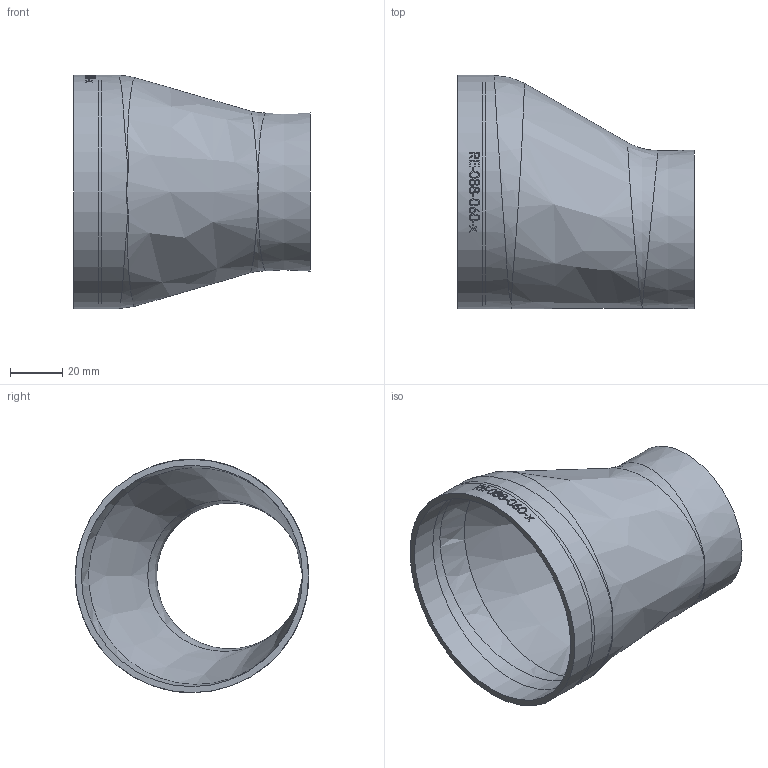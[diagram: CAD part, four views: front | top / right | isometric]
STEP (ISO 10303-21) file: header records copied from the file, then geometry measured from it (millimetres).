
FILE_DESCRIPTION (( 'STEP AP214' ), '1' );
FILE_NAME ('RE-088-060-x Reduzierung Exzenter 88,9x60,3x2,3x2,0 BL90 1909.STEP', '2019-09-25T13:10:20', ( '' ), ( '' ), 'SwSTEP 2.0', 'SolidWorks 2016', '' );
FILE_SCHEMA (( 'AUTOMOTIVE_DESIGN' ));
Length unit declared in the file: millimetre
Products named in the file (1): RE-088-060-x Reduzierung Exzenter 88,9x60,3x2,3x2,0 BL90 1909
Bounding box: 90 x 88.94 x 88.95 mm (x, y, z)
Volume: 48926.4 mm3; surface area: 43072.4 mm2
Topology: 1 solids, 1 shells, 164 faces, 425 edges, 283 vertices
Faces by surface type: bspline 95, plane 38, cylinder 24, cone 5, torus 2
Full cylindrical faces by diameter (mm): 84.3 x1, 88.9 x1
Entity records: 23381 total; most frequent: CARTESIAN_POINT 18799, ORIENTED_EDGE 784, EDGE_CURVE 392, DIRECTION 299, B_SPLINE_CURVE_WITH_KNOTS 282, VERTEX_POINT 267, EDGE_LOOP 201, FACE_OUTER_BOUND 173
